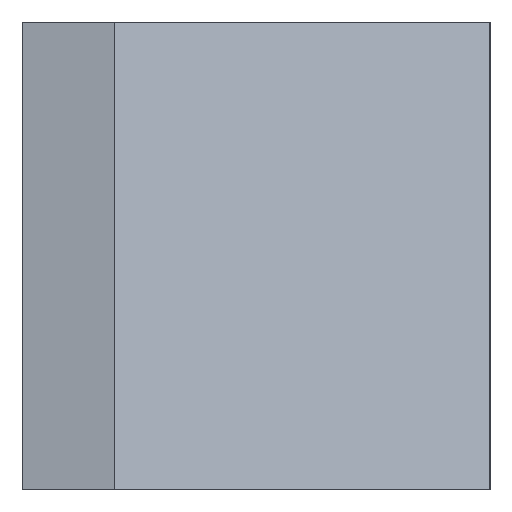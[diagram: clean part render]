
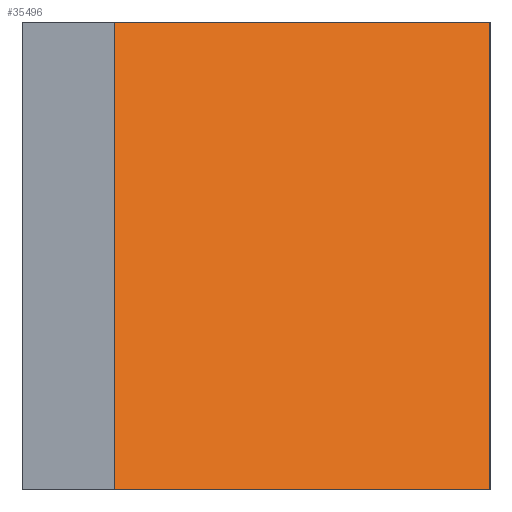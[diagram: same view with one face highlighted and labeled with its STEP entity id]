
A CAD part, left-side view. The second image highlights one B-rep face of the part: STEP entity #35496.
In plain terms, the highlighted planar face has unit normal (-0.943, 0, 0.334).
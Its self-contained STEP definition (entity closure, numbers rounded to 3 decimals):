
#5=DIRECTION('',(0.334,0.,0.942));
#6=VECTOR('',#5,18.038);
#7=CARTESIAN_POINT('',(0.,0.,0.));
#8=LINE('',#7,#6);
#25=DIRECTION('',(0.,-1.,0.));
#26=VECTOR('',#25,13.625);
#27=CARTESIAN_POINT('',(0.,13.625,0.));
#28=LINE('',#27,#26);
#29=DIRECTION('',(0.,-1.,0.));
#30=VECTOR('',#29,13.625);
#31=CARTESIAN_POINT('',(6.029,13.625,17.));
#32=LINE('',#31,#30);
#6829=DIRECTION('',(0.334,0.,0.942));
#6830=VECTOR('',#6829,18.038);
#6831=CARTESIAN_POINT('',(0.,13.625,0.));
#6832=LINE('',#6831,#6830);
#21481=CARTESIAN_POINT('',(0.,0.,0.));
#21483=VERTEX_POINT('',#21481);
#23182=CARTESIAN_POINT('',(0.,13.625,0.));
#23184=VERTEX_POINT('',#23182);
#24953=CARTESIAN_POINT('',(6.029,0.,17.));
#24955=VERTEX_POINT('',#24953);
#26654=CARTESIAN_POINT('',(6.029,13.625,17.));
#26656=VERTEX_POINT('',#26654);
#35484=CARTESIAN_POINT('',(0.,0.,0.));
#35485=DIRECTION('',(0.942,0.,-0.334));
#35486=DIRECTION('',(0.334,0.,0.942));
#35487=AXIS2_PLACEMENT_3D('',#35484,#35485,#35486);
#35488=PLANE('',#35487);
#35489=ORIENTED_EDGE('',*,*,#31843,.F.);
#35491=ORIENTED_EDGE('',*,*,#35490,.T.);
#35492=ORIENTED_EDGE('',*,*,#31976,.T.);
#35493=ORIENTED_EDGE('',*,*,#28432,.F.);
#35494=EDGE_LOOP('',(#35489,#35491,#35492,#35493));
#35495=FACE_OUTER_BOUND('',#35494,.F.);
#28432=EDGE_CURVE('',#21483,#24955,#8,.T.);
#31843=EDGE_CURVE('',#23184,#21483,#28,.T.);
#31976=EDGE_CURVE('',#26656,#24955,#32,.T.);
#35490=EDGE_CURVE('',#23184,#26656,#6832,.T.);
#35496=ADVANCED_FACE('',(#35495),#35488,.F.);
